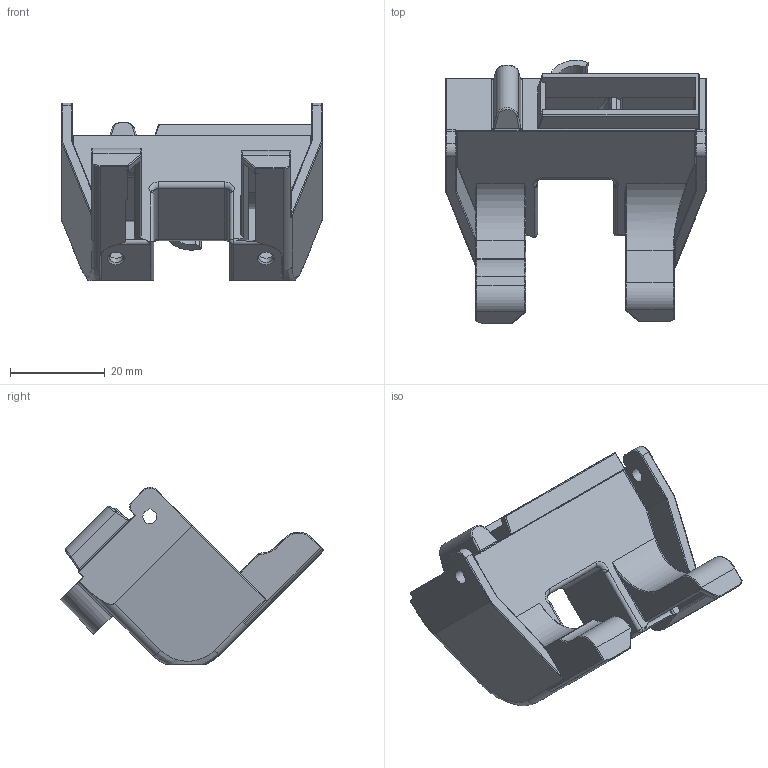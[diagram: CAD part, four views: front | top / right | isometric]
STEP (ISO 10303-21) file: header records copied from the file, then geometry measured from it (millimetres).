
FILE_DESCRIPTION(/* description */ ('','CAx-IF Rec.Pracs.---Representation and Presentation of Product Manufacturing Information (PMI)---4.0---2014-10-13'),/* implementation_level */ '2;1');
FILE_NAME(/* name */ 'beacon shroud v11.step',/* time_stamp */ '2025-02-15T01:32:31-06:00',/* author */ (''),/* organization */ (''),/* preprocessor_version */ 'ST-DEVELOPER v20',/* originating_system */ 'Autodesk Translation Framework v13.20.0.188',/* authorisation */ '');
FILE_SCHEMA (('AP242_MANAGED_MODEL_BASED_3D_ENGINEERING_MIM_LF { 1 0 10303 442 1 1 4 }'));
Length unit declared in the file: inch
Products named in the file (4): beacon_mount_proper; beacon_mnt; Beacon Rev H Assm; Component29
Assembly tree (3 placements, depth 2):
  beacon_mount_proper
    beacon_mnt
    Beacon Rev H Assm
    Component29
Bounding box: 55.08 x 55.63 x 37.51 mm (x, y, z)
Volume: 13610.3 mm3; surface area: 14120.6 mm2
Topology: 1 solids, 1 shells, 433 faces, 1125 edges, 680 vertices
Faces by surface type: cylinder 146, plane 143, bspline 82, torus 45, sphere 9, cone 8
Full cylindrical faces by diameter (mm): 2.994 x2
Entity records: 16195 total; most frequent: CARTESIAN_POINT 5830, ORIENTED_EDGE 2230, DIRECTION 2074, EDGE_CURVE 1115, AXIS2_PLACEMENT_3D 766, VERTEX_POINT 680, LINE 542, VECTOR 542
